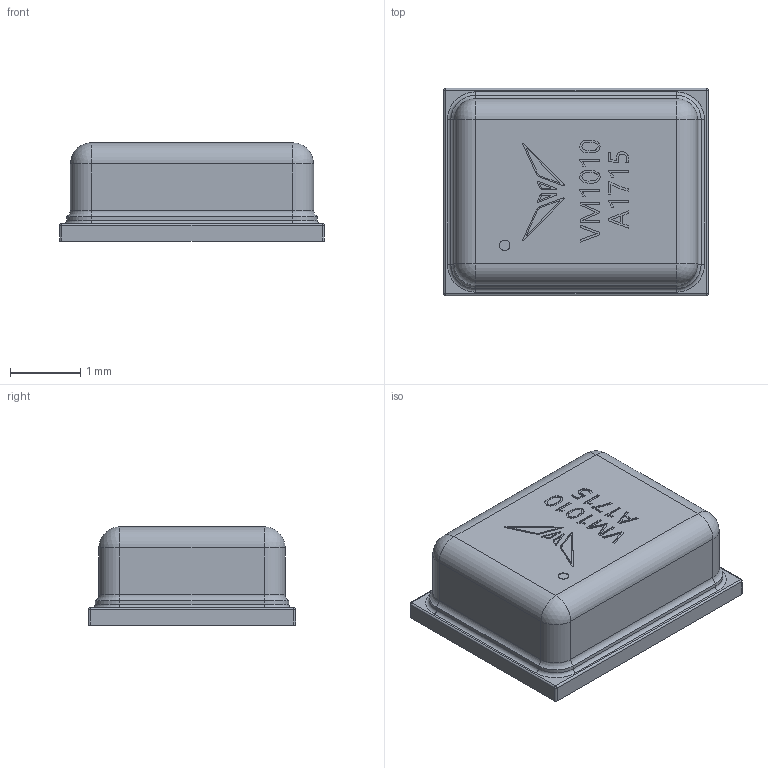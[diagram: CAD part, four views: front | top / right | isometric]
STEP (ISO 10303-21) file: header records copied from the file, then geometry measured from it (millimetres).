
FILE_DESCRIPTION(/* description */ (''),/* implementation_level */ '2;1');
FILE_NAME(/* name */ 'Vesper Tech - VM1010.step',/* time_stamp */ '2020-04-23T19:34:49+01:00',/* author */ (''),/* organization */ (''),/* preprocessor_version */ 'ST-DEVELOPER v18.1',/* originating_system */ 'Autodesk Translation Framework v9.2.0.1227',/* authorisation */ '');
FILE_SCHEMA (('AUTOMOTIVE_DESIGN { 1 0 10303 214 3 1 1 }'));
Length unit declared in the file: millimetre
Products named in the file (1): Vesper Tech - VM1010
Bounding box: 3.76 x 2.95 x 1.4 mm (x, y, z)
Volume: 12.7 mm3; surface area: 38.9 mm2
Topology: 1 solids, 1 shells, 329 faces, 834 edges, 540 vertices
Faces by surface type: plane 140, bspline 110, cylinder 63, sphere 8, torus 8
Full cylindrical faces by diameter (mm): 0.15 x1, 0.46 x4, 0.6 x1, 0.65 x2, 0.75 x1
Entity records: 10958 total; most frequent: CARTESIAN_POINT 3574, ORIENTED_EDGE 1668, DIRECTION 1184, EDGE_CURVE 834, VERTEX_POINT 540, LINE 484, VECTOR 484, EDGE_LOOP 362
